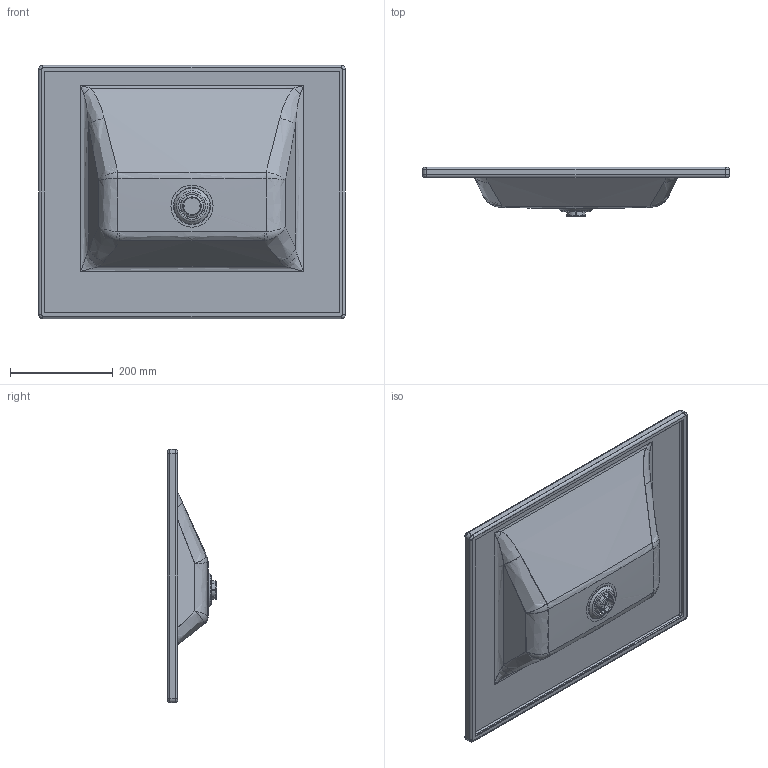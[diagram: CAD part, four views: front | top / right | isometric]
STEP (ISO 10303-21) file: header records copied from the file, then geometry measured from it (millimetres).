
FILE_DESCRIPTION((' '),'2;1');
FILE_NAME( '19396bee55ecfec3.stp', '2024-12-05T13:15:13', (' '), ('--- Datakit www.datakit.com---'), ' Datakit CrossCadWare V2022.3 Jun 15 2022', 'DATAKIT 2024 (c)', ' ');
FILE_SCHEMA(('CONFIG_CONTROL_DESIGN'));
Length unit declared in the file: millimetre
Products named in the file (1): 19396bdf23820fc3
Bounding box: 599 x 96 x 494 mm (x, y, z)
Volume: 774973.8 mm3; surface area: 786506.4 mm2
Topology: 3 solids, 3 shells, 203 faces, 514 edges, 293 vertices
Faces by surface type: cylinder 58, bspline 54, plane 42, torus 24, offset 19, cone 4, sphere 2
Full cylindrical faces by diameter (mm): 43.8 x1, 46 x1
Entity records: 21515 total; most frequent: CARTESIAN_POINT 17417, ORIENTED_EDGE 930, DIRECTION 673, EDGE_CURVE 465, VERTEX_POINT 286, AXIS2_PLACEMENT_3D 268, EDGE_LOOP 230, FACE_OUTER_BOUND 203
